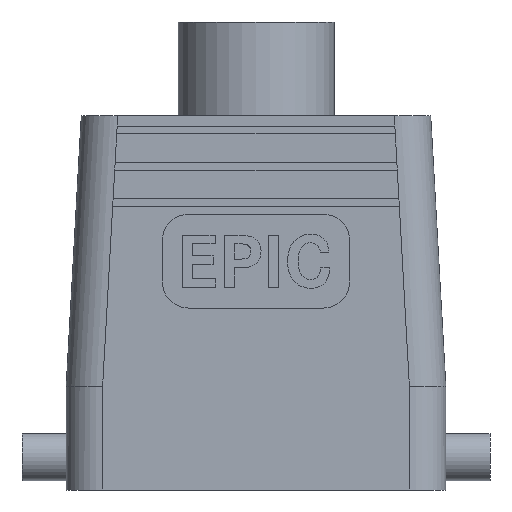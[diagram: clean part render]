
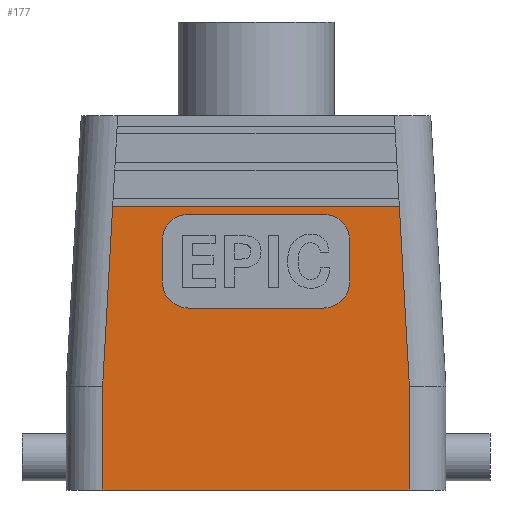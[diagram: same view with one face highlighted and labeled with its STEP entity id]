
A CAD part, front view. The second image highlights one B-rep face of the part: STEP entity #177.
In plain terms, the highlighted planar face has unit normal (0, -1, 0).
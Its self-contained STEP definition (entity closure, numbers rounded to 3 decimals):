
#177 = ADVANCED_FACE( '', ( #489, #490 ), #491, .F. );
#489 = FACE_OUTER_BOUND( '', #958, .T. );
#490 = FACE_BOUND( '', #959, .T. );
#491 = PLANE( '', #960 );
#958 = EDGE_LOOP( '', ( #1442, #1443, #1444, #1445, #1446, #1447 ) );
#959 = EDGE_LOOP( '', ( #1448, #1449, #1450, #1451, #1452, #1453, #1454, #1455 ) );
#960 = AXIS2_PLACEMENT_3D( '', #1456, #1457, #1458 );
#1442 = ORIENTED_EDGE( '', *, *, #2778, .F. );
#1443 = ORIENTED_EDGE( '', *, *, #2779, .F. );
#1444 = ORIENTED_EDGE( '', *, *, #2780, .T. );
#1445 = ORIENTED_EDGE( '', *, *, #2781, .T. );
#1446 = ORIENTED_EDGE( '', *, *, #2782, .T. );
#1447 = ORIENTED_EDGE( '', *, *, #2783, .F. );
#1448 = ORIENTED_EDGE( '', *, *, #2784, .T. );
#1449 = ORIENTED_EDGE( '', *, *, #2785, .T. );
#1450 = ORIENTED_EDGE( '', *, *, #2786, .T. );
#1451 = ORIENTED_EDGE( '', *, *, #2787, .T. );
#1452 = ORIENTED_EDGE( '', *, *, #2773, .T. );
#1453 = ORIENTED_EDGE( '', *, *, #2788, .T. );
#1454 = ORIENTED_EDGE( '', *, *, #2789, .T. );
#1455 = ORIENTED_EDGE( '', *, *, #2790, .T. );
#1456 = CARTESIAN_POINT( '', ( -36.5, -21.5, 20. ) );
#1457 = DIRECTION( '', ( 0., 1., 0. ) );
#1458 = DIRECTION( '', ( -1., 0., 0. ) );
#2773 = EDGE_CURVE( '', #3273, #3274, #3275, .T. );
#2778 = EDGE_CURVE( '', #3282, #3283, #3284, .F. );
#2779 = EDGE_CURVE( '', #3285, #3282, #3286, .T. );
#2780 = EDGE_CURVE( '', #3285, #3287, #3288, .F. );
#2781 = EDGE_CURVE( '', #3287, #3289, #3290, .T. );
#2782 = EDGE_CURVE( '', #3289, #3291, #3292, .T. );
#2783 = EDGE_CURVE( '', #3283, #3291, #3293, .T. );
#2784 = EDGE_CURVE( '', #3294, #3295, #3296, .T. );
#2785 = EDGE_CURVE( '', #3295, #3297, #3298, .T. );
#2786 = EDGE_CURVE( '', #3297, #3299, #3300, .T. );
#2787 = EDGE_CURVE( '', #3299, #3273, #3301, .T. );
#2788 = EDGE_CURVE( '', #3274, #3302, #3303, .T. );
#2789 = EDGE_CURVE( '', #3302, #3304, #3305, .T. );
#2790 = EDGE_CURVE( '', #3304, #3294, #3306, .T. );
#3273 = VERTEX_POINT( '', #3998 );
#3274 = VERTEX_POINT( '', #3999 );
#3275 = CIRCLE( '', #4000, 5. );
#3282 = VERTEX_POINT( '', #4009 );
#3283 = VERTEX_POINT( '', #4010 );
#3284 = LINE( '', #4011, #4012 );
#3285 = VERTEX_POINT( '', #4013 );
#3286 = LINE( '', #4014, #4015 );
#3287 = VERTEX_POINT( '', #4016 );
#3288 = LINE( '', #4017, #4018 );
#3289 = VERTEX_POINT( '', #4019 );
#3290 = LINE( '', #4020, #4021 );
#3291 = VERTEX_POINT( '', #4022 );
#3292 = LINE( '', #4023, #4024 );
#3293 = LINE( '', #4025, #4026 );
#3294 = VERTEX_POINT( '', #4027 );
#3295 = VERTEX_POINT( '', #4028 );
#3296 = CIRCLE( '', #4029, 5. );
#3297 = VERTEX_POINT( '', #4030 );
#3298 = LINE( '', #4031, #4032 );
#3299 = VERTEX_POINT( '', #4033 );
#3300 = CIRCLE( '', #4034, 5. );
#3301 = LINE( '', #4035, #4036 );
#3302 = VERTEX_POINT( '', #4037 );
#3303 = LINE( '', #4038, #4039 );
#3304 = VERTEX_POINT( '', #4040 );
#3305 = CIRCLE( '', #4041, 5. );
#3306 = LINE( '', #4042, #4043 );
#3998 = CARTESIAN_POINT( '', ( 18., -21.5, 40. ) );
#3999 = CARTESIAN_POINT( '', ( 13., -21.5, 35. ) );
#4000 = AXIS2_PLACEMENT_3D( '', #5161, #5162, #5163 );
#4009 = CARTESIAN_POINT( '', ( 27.565, -21.5, 54.5 ) );
#4010 = CARTESIAN_POINT( '', ( 29.5, -21.5, 19.805 ) );
#4011 = CARTESIAN_POINT( '', ( 29.511, -21.5, 19.61 ) );
#4012 = VECTOR( '', #5169, 1000. );
#4013 = CARTESIAN_POINT( '', ( -27.565, -21.5, 54.5 ) );
#4014 = CARTESIAN_POINT( '', ( -27.565, -21.5, 54.5 ) );
#4015 = VECTOR( '', #5170, 1000. );
#4016 = CARTESIAN_POINT( '', ( -29.5, -21.5, 19.805 ) );
#4017 = CARTESIAN_POINT( '', ( -29.511, -21.5, 19.61 ) );
#4018 = VECTOR( '', #5171, 1000. );
#4019 = CARTESIAN_POINT( '', ( -29.5, -21.5, 0. ) );
#4020 = CARTESIAN_POINT( '', ( -29.5, -21.5, 20. ) );
#4021 = VECTOR( '', #5172, 1000. );
#4022 = CARTESIAN_POINT( '', ( 29.5, -21.5, 0. ) );
#4023 = CARTESIAN_POINT( '', ( -36.5, -21.5, 0. ) );
#4024 = VECTOR( '', #5173, 1000. );
#4025 = CARTESIAN_POINT( '', ( 29.5, -21.5, 20. ) );
#4026 = VECTOR( '', #5174, 1000. );
#4027 = CARTESIAN_POINT( '', ( -18., -21.5, 48. ) );
#4028 = CARTESIAN_POINT( '', ( -13., -21.5, 53. ) );
#4029 = AXIS2_PLACEMENT_3D( '', #5175, #5176, #5177 );
#4030 = CARTESIAN_POINT( '', ( 13., -21.5, 53. ) );
#4031 = CARTESIAN_POINT( '', ( -13., -21.5, 53. ) );
#4032 = VECTOR( '', #5178, 1000. );
#4033 = CARTESIAN_POINT( '', ( 18., -21.5, 48. ) );
#4034 = AXIS2_PLACEMENT_3D( '', #5179, #5180, #5181 );
#4035 = CARTESIAN_POINT( '', ( 18., -21.5, 48. ) );
#4036 = VECTOR( '', #5182, 1000. );
#4037 = CARTESIAN_POINT( '', ( -13., -21.5, 35. ) );
#4038 = CARTESIAN_POINT( '', ( -13., -21.5, 35. ) );
#4039 = VECTOR( '', #5183, 1000. );
#4040 = CARTESIAN_POINT( '', ( -18., -21.5, 40. ) );
#4041 = AXIS2_PLACEMENT_3D( '', #5184, #5185, #5186 );
#4042 = CARTESIAN_POINT( '', ( -18., -21.5, 40. ) );
#4043 = VECTOR( '', #5187, 1000. );
#5161 = CARTESIAN_POINT( '', ( 13., -21.5, 40. ) );
#5162 = DIRECTION( '', ( 0., 1., 0. ) );
#5163 = DIRECTION( '', ( 1., 0., 0. ) );
#5169 = DIRECTION( '', ( -0.056, 0., 0.998 ) );
#5170 = DIRECTION( '', ( 1., 0., 0. ) );
#5171 = DIRECTION( '', ( 0.056, 0., 0.998 ) );
#5172 = DIRECTION( '', ( 0., 0., -1. ) );
#5173 = DIRECTION( '', ( 1., 0., 0. ) );
#5174 = DIRECTION( '', ( 0., 0., -1. ) );
#5175 = CARTESIAN_POINT( '', ( -13., -21.5, 48. ) );
#5176 = DIRECTION( '', ( 0., 1., 0. ) );
#5177 = DIRECTION( '', ( 1., 0., 0. ) );
#5178 = DIRECTION( '', ( 1., 0., 0. ) );
#5179 = CARTESIAN_POINT( '', ( 13., -21.5, 48. ) );
#5180 = DIRECTION( '', ( 0., 1., 0. ) );
#5181 = DIRECTION( '', ( -1., 0., 0. ) );
#5182 = DIRECTION( '', ( 0., 0., -1. ) );
#5183 = DIRECTION( '', ( -1., 0., 0. ) );
#5184 = CARTESIAN_POINT( '', ( -13., -21.5, 40. ) );
#5185 = DIRECTION( '', ( 0., 1., 0. ) );
#5186 = DIRECTION( '', ( 1., 0., 0. ) );
#5187 = DIRECTION( '', ( 0., 0., 1. ) );
